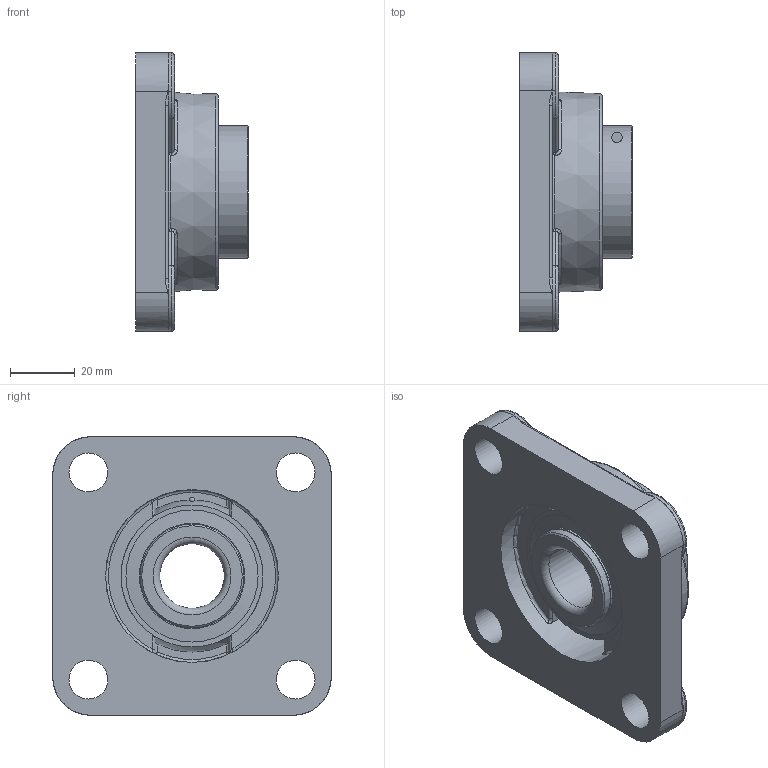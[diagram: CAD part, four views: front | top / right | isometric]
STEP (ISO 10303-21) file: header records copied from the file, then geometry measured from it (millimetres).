
FILE_DESCRIPTION(('HOOPS Exchange Step'),'2;1');
FILE_NAME('export-6CDC3CB0-42B0-40D1-8E48-13E7895DE970.stp','2020-05-28T13:02:20-07:00',('dkerr'),('Alibre'),'HOOPS Exchange 2020.0','Alibre','Unknown authorisation');
FILE_SCHEMA( ('AP242_MANAGED_MODEL_BASED_3D_ENGINEERING_MIM_LF {1 0 10303 442 1 1 4 }') );
Length unit declared in the file: inch
Products named in the file (8): MRN SFM L4L 204; MRN SUE 204 L4L (20mm) (Race); MRN SUE 204 L4L (Ball); MRN SUE 204 L4L (Shield); MRN SUE 204 L4L (Lock Ring); MRN SUE 204 L4L (Bolt); MRN SUE 204 L4L (20mm); MRN SUESFM 204 L4L (20mm)
Assembly tree (7 placements, depth 3):
  MRN SUESFM 204 L4L (20mm)
    MRN SFM L4L 204
    MRN SUE 204 L4L (20mm)
      MRN SUE 204 L4L (20mm) (Race)
      MRN SUE 204 L4L (Ball)
      MRN SUE 204 L4L (Shield)
      MRN SUE 204 L4L (Lock Ring)
      MRN SUE 204 L4L (Bolt)
Bounding box: 34.8 x 86 x 86 mm (x, y, z)
Volume: 94410.8 mm3; surface area: 41841.8 mm2
Topology: 15 solids, 15 shells, 262 faces, 710 edges, 453 vertices
Faces by surface type: cylinder 74, plane 72, bspline 36, torus 35, cone 31, sphere 14
Full cylindrical faces by diameter (mm): 3.242 x2, 4 x1, 7 x1, 12 x4, 20 x1, 32 x4, 32.508 x2, 40 x2, 40.792 x2, 53.34 x1, 54.25 x1
Entity records: 19973 total; most frequent: CARTESIAN_POINT 13382, ORIENTED_EDGE 1360, DIRECTION 1335, EDGE_CURVE 680, AXIS2_PLACEMENT_3D 568, VERTEX_POINT 453, CIRCLE 319, EDGE_LOOP 289
